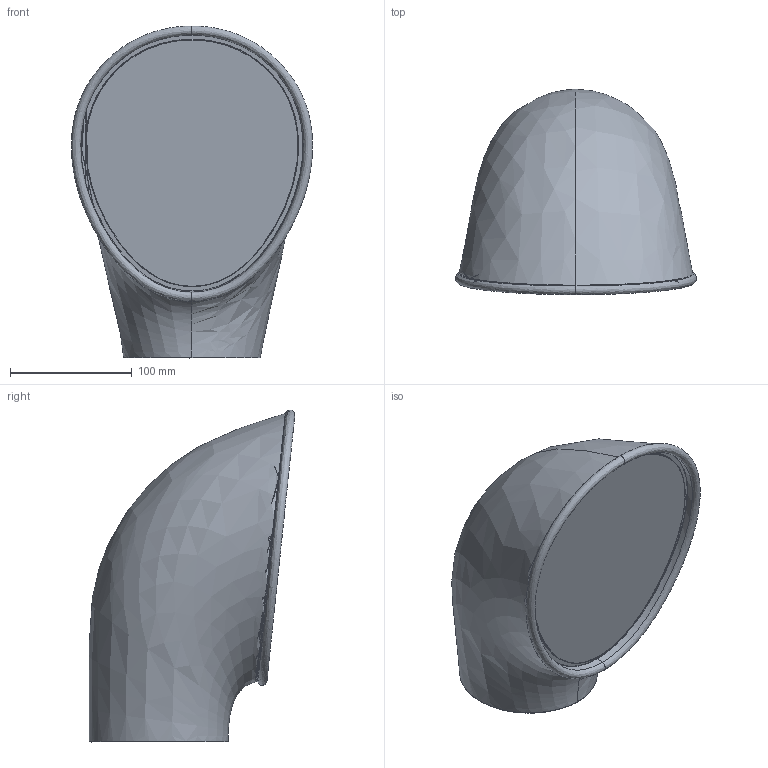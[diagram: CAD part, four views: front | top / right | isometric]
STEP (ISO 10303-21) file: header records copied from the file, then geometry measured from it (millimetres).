
FILE_DESCRIPTION(/* description */ (''),/* implementation_level */ '2;1');
FILE_NAME(/* name */ 'PIROSCAFO',/* time_stamp */ '2016-11-28T18:34:51+01:00',/* author */ (''),/* organization */ (''),/* preprocessor_version */ 'ST-DEVELOPER v15',/* originating_system */ '',/* authorisation */ '');
FILE_SCHEMA (('AUTOMOTIVE_DESIGN'));
Length unit declared in the file: millimetre
Products named in the file (1): Document
Bounding box: 198.01 x 169.08 x 272.7 mm (x, y, z)
Volume: 5568.1 mm3; surface area: 164705.2 mm2
Topology: 2 solids, 4 shells, 55 faces, 131 edges, 82 vertices
Faces by surface type: bspline 42, plane 13
Entity records: 8330 total; most frequent: CARTESIAN_POINT 7510, ORIENTED_EDGE 254, EDGE_CURVE 130, VERTEX_POINT 82, B_SPLINE_CURVE_WITH_KNOTS 65, EDGE_LOOP 59, ADVANCED_FACE 55, FACE_OUTER_BOUND 55
